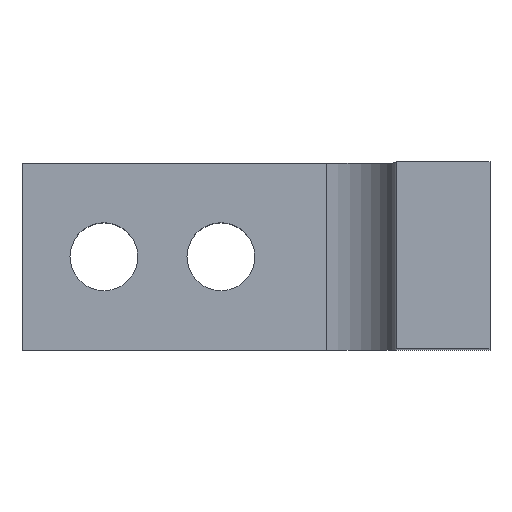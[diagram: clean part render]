
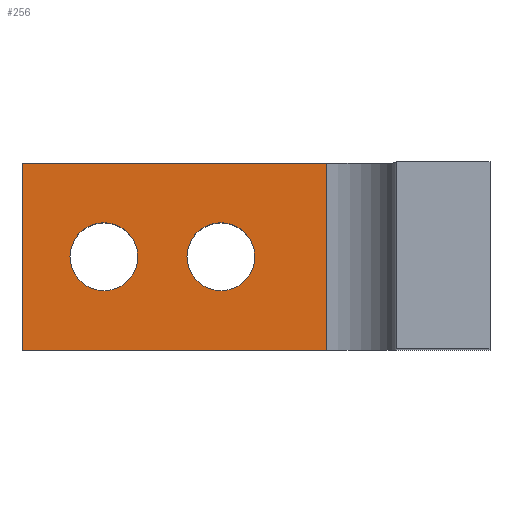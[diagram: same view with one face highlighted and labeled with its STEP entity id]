
A CAD part, top view. The second image highlights one B-rep face of the part: STEP entity #256.
In plain terms, the highlighted planar face has unit normal (0, 0, 1).
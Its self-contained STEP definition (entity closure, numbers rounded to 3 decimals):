
#26=FACE_BOUND('',#57,.T.);
#27=FACE_BOUND('',#58,.T.);
#37=FACE_OUTER_BOUND('',#56,.T.);
#56=EDGE_LOOP('',(#221,#222,#223,#224));
#57=EDGE_LOOP('',(#225));
#58=EDGE_LOOP('',(#226));
#62=LINE('',#362,#85);
#73=LINE('',#392,#96);
#77=LINE('',#403,#100);
#78=LINE('',#405,#101);
#85=VECTOR('',#291,10.);
#96=VECTOR('',#316,10.);
#100=VECTOR('',#328,10.);
#101=VECTOR('',#331,10.);
#113=CIRCLE('',#272,1.45);
#117=CIRCLE('',#281,1.45);
#118=VERTEX_POINT('',#358);
#120=VERTEX_POINT('',#361);
#132=VERTEX_POINT('',#391);
#133=VERTEX_POINT('',#395);
#135=VERTEX_POINT('',#401);
#139=VERTEX_POINT('',#417);
#141=EDGE_CURVE('',#120,#118,#62,.T.);
#156=EDGE_CURVE('',#132,#120,#73,.T.);
#159=EDGE_CURVE('',#133,#133,#113,.T.);
#162=EDGE_CURVE('',#135,#118,#77,.T.);
#163=EDGE_CURVE('',#135,#132,#78,.T.);
#169=EDGE_CURVE('',#139,#139,#117,.T.);
#221=ORIENTED_EDGE('',*,*,#141,.T.);
#222=ORIENTED_EDGE('',*,*,#162,.F.);
#223=ORIENTED_EDGE('',*,*,#163,.T.);
#224=ORIENTED_EDGE('',*,*,#156,.T.);
#225=ORIENTED_EDGE('',*,*,#159,.T.);
#226=ORIENTED_EDGE('',*,*,#169,.T.);
#246=PLANE('',#280);
#256=ADVANCED_FACE('',(#37,#26,#27),#246,.T.);
#272=AXIS2_PLACEMENT_3D('',#397,#321,#322);
#280=AXIS2_PLACEMENT_3D('',#416,#343,#344);
#281=AXIS2_PLACEMENT_3D('',#418,#345,#346);
#291=DIRECTION('',(1.,0.,0.));
#316=DIRECTION('',(0.,-1.,0.));
#321=DIRECTION('center_axis',(0.,0.,-1.));
#322=DIRECTION('ref_axis',(1.,0.,0.));
#328=DIRECTION('',(0.,-1.,0.));
#331=DIRECTION('',(-1.,0.,0.));
#343=DIRECTION('center_axis',(0.,0.,1.));
#344=DIRECTION('ref_axis',(0.,1.,0.));
#345=DIRECTION('center_axis',(0.,0.,-1.));
#346=DIRECTION('ref_axis',(-1.,0.,0.));
#358=CARTESIAN_POINT('',(-3.,-1.1,5.));
#361=CARTESIAN_POINT('',(-16.,-1.1,5.));
#362=CARTESIAN_POINT('',(0.,-1.1,5.));
#391=CARTESIAN_POINT('',(-16.,6.9,5.));
#392=CARTESIAN_POINT('',(-16.,-1.1,5.));
#395=CARTESIAN_POINT('',(-13.95,2.9,5.));
#397=CARTESIAN_POINT('Origin',(-12.5,2.9,5.));
#401=CARTESIAN_POINT('',(-3.,6.9,5.));
#403=CARTESIAN_POINT('',(-3.,-1.1,5.));
#405=CARTESIAN_POINT('',(-11.,6.9,5.));
#416=CARTESIAN_POINT('Origin',(0.,0.,5.));
#417=CARTESIAN_POINT('',(-6.05,2.9,5.));
#418=CARTESIAN_POINT('Origin',(-7.5,2.9,5.));
